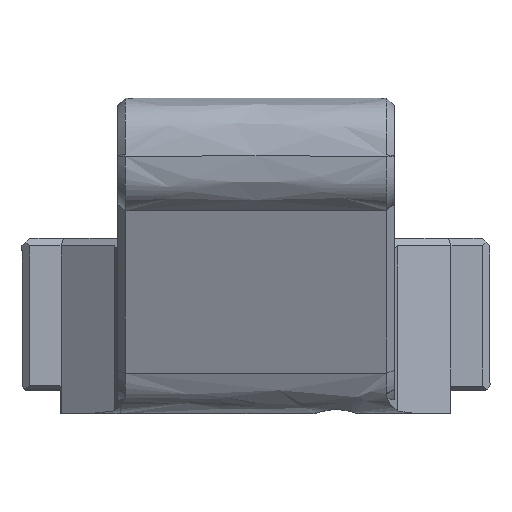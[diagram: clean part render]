
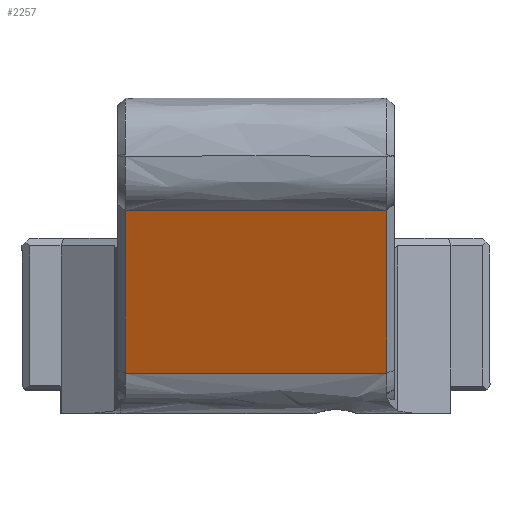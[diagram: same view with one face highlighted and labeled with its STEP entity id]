
A CAD part, top view. The second image highlights one B-rep face of the part: STEP entity #2257.
In plain terms, the highlighted planar face has unit normal (0, -0.355, 0.935).
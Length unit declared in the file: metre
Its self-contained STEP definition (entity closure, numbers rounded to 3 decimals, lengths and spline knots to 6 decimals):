
#65=PLANE('',#2436);
#252=LINE('',#3459,#473);
#394=LINE('',#3949,#615);
#413=LINE('',#4013,#634);
#414=LINE('',#4014,#635);
#473=VECTOR('',#2525,1.);
#615=VECTOR('',#2845,1.);
#634=VECTOR('',#2888,1.);
#635=VECTOR('',#2889,1.);
#1100=ORIENTED_EDGE('',*,*,#1616,.T.);
#1101=ORIENTED_EDGE('',*,*,#1392,.T.);
#1102=ORIENTED_EDGE('',*,*,#1617,.T.);
#1103=ORIENTED_EDGE('',*,*,#1591,.T.);
#1392=EDGE_CURVE('',#1688,#1690,#252,.T.);
#1591=EDGE_CURVE('',#1858,#1857,#394,.T.);
#1616=EDGE_CURVE('',#1857,#1688,#413,.T.);
#1617=EDGE_CURVE('',#1690,#1858,#414,.T.);
#1688=VERTEX_POINT('',#3082);
#1690=VERTEX_POINT('',#3139);
#1857=VERTEX_POINT('',#3948);
#1858=VERTEX_POINT('',#3950);
#1976=EDGE_LOOP('',(#1100,#1101,#1102,#1103));
#2113=FACE_BOUND('',#1976,.T.);
#2257=ADVANCED_FACE('',(#2113),#65,.F.);
#2436=AXIS2_PLACEMENT_3D('',#4012,#2886,#2887);
#2525=DIRECTION('',(-1.,0.,0.));
#2845=DIRECTION('',(1.,0.,0.));
#2886=DIRECTION('',(0.,0.355,-0.935));
#2887=DIRECTION('',(0.,0.935,0.355));
#2888=DIRECTION('',(0.,0.935,0.355));
#2889=DIRECTION('',(0.,-0.935,-0.355));
#3082=CARTESIAN_POINT('',(0.02671,-0.064834,-0.027147));
#3139=CARTESIAN_POINT('',(0.01331,-0.064834,-0.027147));
#3459=CARTESIAN_POINT('',(0.02001,-0.064834,-0.027147));
#3948=CARTESIAN_POINT('',(0.02671,-0.073156,-0.03031));
#3949=CARTESIAN_POINT('',(0.02001,-0.073161,-0.030312));
#3950=CARTESIAN_POINT('',(0.01331,-0.07316,-0.030312));
#4012=CARTESIAN_POINT('',(0.02711,-0.066195,-0.027664));
#4013=CARTESIAN_POINT('',(0.02671,-0.066195,-0.027664));
#4014=CARTESIAN_POINT('',(0.01331,-0.073161,-0.030312));
